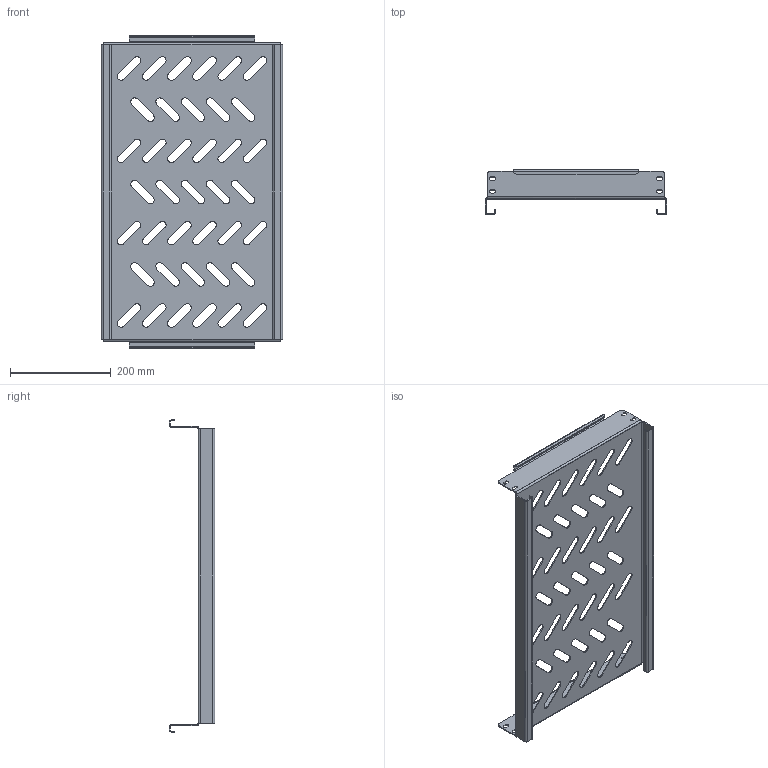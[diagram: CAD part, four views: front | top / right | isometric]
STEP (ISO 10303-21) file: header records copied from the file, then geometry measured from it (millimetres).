
FILE_DESCRIPTION (( 'STEP AP214' ), '1' );
FILE_NAME ('945.374.STEP', '2024-09-25T11:24:09', ( '' ), ( '' ), 'SwSTEP 2.0', 'SolidWorks 2021', '' );
FILE_SCHEMA (( 'AUTOMOTIVE_DESIGN' ));
Length unit declared in the file: millimetre
Products named in the file (1): 945.374
Bounding box: 360 x 90 x 620 mm (x, y, z)
Volume: 579520.4 mm3; surface area: 595519.7 mm2
Topology: 1 solids, 1 shells, 357 faces, 977 edges, 622 vertices
Faces by surface type: cylinder 177, plane 172, bspline 8
Entity records: 11919 total; most frequent: CARTESIAN_POINT 2457, DIRECTION 1991, ORIENTED_EDGE 1954, EDGE_CURVE 977, AXIS2_PLACEMENT_3D 704, VERTEX_POINT 622, VECTOR 583, LINE 583
